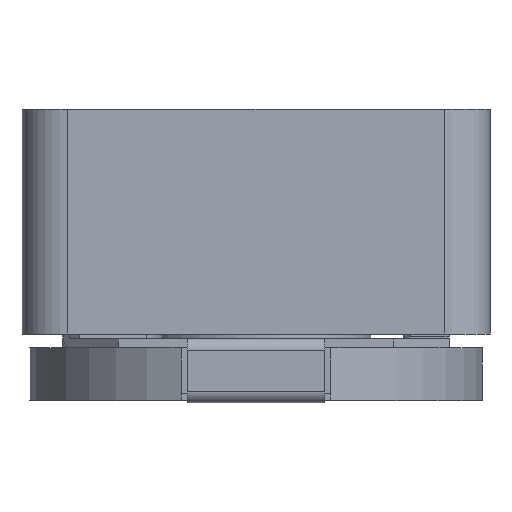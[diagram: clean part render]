
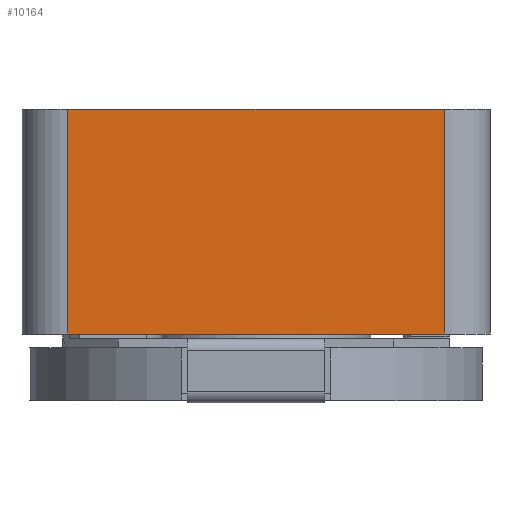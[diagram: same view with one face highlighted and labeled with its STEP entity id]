
A CAD part, front view. The second image highlights one B-rep face of the part: STEP entity #10164.
In plain terms, the highlighted planar face has unit normal (0, -1, 0).
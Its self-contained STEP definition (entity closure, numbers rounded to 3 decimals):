
#9904 = PLANE('',#9905);
#9905 = AXIS2_PLACEMENT_3D('',#9906,#9907,#9908);
#9906 = CARTESIAN_POINT('',(-5.1,-5.1,0.));
#9907 = DIRECTION('',(0.,0.,1.));
#9908 = DIRECTION('',(1.,0.,-0.));
#9963 = PLANE('',#9964);
#9964 = AXIS2_PLACEMENT_3D('',#9965,#9966,#9967);
#9965 = CARTESIAN_POINT('',(-5.1,-5.1,4.9));
#9966 = DIRECTION('',(0.,0.,1.));
#9967 = DIRECTION('',(1.,0.,-0.));
#10059 = VERTEX_POINT('',#10060);
#10060 = CARTESIAN_POINT('',(-4.1,-5.1,4.9));
#10068 = CYLINDRICAL_SURFACE('',#10069,1.);
#10069 = AXIS2_PLACEMENT_3D('',#10070,#10071,#10072);
#10070 = CARTESIAN_POINT('',(-4.1,-4.1,4.9));
#10071 = DIRECTION('',(-0.,-0.,1.));
#10072 = DIRECTION('',(-1.,0.,0.));
#10116 = VERTEX_POINT('',#10117);
#10117 = CARTESIAN_POINT('',(-4.1,-5.1,0.));
#10139 = EDGE_CURVE('',#10059,#10116,#10140,.T.);
#10140 = SURFACE_CURVE('',#10141,(#10145,#10152),.PCURVE_S1.);
#10141 = LINE('',#10142,#10143);
#10142 = CARTESIAN_POINT('',(-4.1,-5.1,4.9));
#10143 = VECTOR('',#10144,1.);
#10144 = DIRECTION('',(0.,0.,-1.));
#10145 = PCURVE('',#10068,#10146);
#10146 = DEFINITIONAL_REPRESENTATION('',(#10147),#10151);
#10147 = LINE('',#10148,#10149);
#10148 = CARTESIAN_POINT('',(1.571,0.));
#10149 = VECTOR('',#10150,1.);
#10150 = DIRECTION('',(0.,-1.));
#10151 = ( GEOMETRIC_REPRESENTATION_CONTEXT(2) 
PARAMETRIC_REPRESENTATION_CONTEXT() REPRESENTATION_CONTEXT('2D SPACE',''
  ) );
#10152 = PCURVE('',#10153,#10158);
#10153 = PLANE('',#10154);
#10154 = AXIS2_PLACEMENT_3D('',#10155,#10156,#10157);
#10155 = CARTESIAN_POINT('',(-5.1,-5.1,4.9));
#10156 = DIRECTION('',(0.,1.,0.));
#10157 = DIRECTION('',(-1.,0.,0.));
#10158 = DEFINITIONAL_REPRESENTATION('',(#10159),#10163);
#10159 = LINE('',#10160,#10161);
#10160 = CARTESIAN_POINT('',(-1.,0.));
#10161 = VECTOR('',#10162,1.);
#10162 = DIRECTION('',(-0.,-1.));
#10163 = ( GEOMETRIC_REPRESENTATION_CONTEXT(2) 
PARAMETRIC_REPRESENTATION_CONTEXT() REPRESENTATION_CONTEXT('2D SPACE',''
  ) );
#10164 = ADVANCED_FACE('',(#10165),#10153,.F.);
#10165 = FACE_BOUND('',#10166,.T.);
#10166 = EDGE_LOOP('',(#10167,#10190,#10218,#10239));
#10167 = ORIENTED_EDGE('',*,*,#10168,.T.);
#10168 = EDGE_CURVE('',#10116,#10169,#10171,.T.);
#10169 = VERTEX_POINT('',#10170);
#10170 = CARTESIAN_POINT('',(4.1,-5.1,0.));
#10171 = SURFACE_CURVE('',#10172,(#10176,#10183),.PCURVE_S1.);
#10172 = LINE('',#10173,#10174);
#10173 = CARTESIAN_POINT('',(-5.1,-5.1,0.));
#10174 = VECTOR('',#10175,1.);
#10175 = DIRECTION('',(1.,0.,0.));
#10176 = PCURVE('',#10153,#10177);
#10177 = DEFINITIONAL_REPRESENTATION('',(#10178),#10182);
#10178 = LINE('',#10179,#10180);
#10179 = CARTESIAN_POINT('',(-0.,-4.9));
#10180 = VECTOR('',#10181,1.);
#10181 = DIRECTION('',(-1.,0.));
#10182 = ( GEOMETRIC_REPRESENTATION_CONTEXT(2) 
PARAMETRIC_REPRESENTATION_CONTEXT() REPRESENTATION_CONTEXT('2D SPACE',''
  ) );
#10183 = PCURVE('',#9904,#10184);
#10184 = DEFINITIONAL_REPRESENTATION('',(#10185),#10189);
#10185 = LINE('',#10186,#10187);
#10186 = CARTESIAN_POINT('',(0.,0.));
#10187 = VECTOR('',#10188,1.);
#10188 = DIRECTION('',(1.,0.));
#10189 = ( GEOMETRIC_REPRESENTATION_CONTEXT(2) 
PARAMETRIC_REPRESENTATION_CONTEXT() REPRESENTATION_CONTEXT('2D SPACE',''
  ) );
#10190 = ORIENTED_EDGE('',*,*,#10191,.F.);
#10191 = EDGE_CURVE('',#10192,#10169,#10194,.T.);
#10192 = VERTEX_POINT('',#10193);
#10193 = CARTESIAN_POINT('',(4.1,-5.1,4.9));
#10194 = SURFACE_CURVE('',#10195,(#10199,#10206),.PCURVE_S1.);
#10195 = LINE('',#10196,#10197);
#10196 = CARTESIAN_POINT('',(4.1,-5.1,4.9));
#10197 = VECTOR('',#10198,1.);
#10198 = DIRECTION('',(0.,0.,-1.));
#10199 = PCURVE('',#10153,#10200);
#10200 = DEFINITIONAL_REPRESENTATION('',(#10201),#10205);
#10201 = LINE('',#10202,#10203);
#10202 = CARTESIAN_POINT('',(-9.2,0.));
#10203 = VECTOR('',#10204,1.);
#10204 = DIRECTION('',(-0.,-1.));
#10205 = ( GEOMETRIC_REPRESENTATION_CONTEXT(2) 
PARAMETRIC_REPRESENTATION_CONTEXT() REPRESENTATION_CONTEXT('2D SPACE',''
  ) );
#10206 = PCURVE('',#10207,#10212);
#10207 = CYLINDRICAL_SURFACE('',#10208,1.);
#10208 = AXIS2_PLACEMENT_3D('',#10209,#10210,#10211);
#10209 = CARTESIAN_POINT('',(4.1,-4.1,4.9));
#10210 = DIRECTION('',(-0.,-0.,1.));
#10211 = DIRECTION('',(-1.,0.,0.));
#10212 = DEFINITIONAL_REPRESENTATION('',(#10213),#10217);
#10213 = LINE('',#10214,#10215);
#10214 = CARTESIAN_POINT('',(1.571,0.));
#10215 = VECTOR('',#10216,1.);
#10216 = DIRECTION('',(0.,-1.));
#10217 = ( GEOMETRIC_REPRESENTATION_CONTEXT(2) 
PARAMETRIC_REPRESENTATION_CONTEXT() REPRESENTATION_CONTEXT('2D SPACE',''
  ) );
#10218 = ORIENTED_EDGE('',*,*,#10219,.F.);
#10219 = EDGE_CURVE('',#10059,#10192,#10220,.T.);
#10220 = SURFACE_CURVE('',#10221,(#10225,#10232),.PCURVE_S1.);
#10221 = LINE('',#10222,#10223);
#10222 = CARTESIAN_POINT('',(-5.1,-5.1,4.9));
#10223 = VECTOR('',#10224,1.);
#10224 = DIRECTION('',(1.,0.,0.));
#10225 = PCURVE('',#10153,#10226);
#10226 = DEFINITIONAL_REPRESENTATION('',(#10227),#10231);
#10227 = LINE('',#10228,#10229);
#10228 = CARTESIAN_POINT('',(0.,0.));
#10229 = VECTOR('',#10230,1.);
#10230 = DIRECTION('',(-1.,0.));
#10231 = ( GEOMETRIC_REPRESENTATION_CONTEXT(2) 
PARAMETRIC_REPRESENTATION_CONTEXT() REPRESENTATION_CONTEXT('2D SPACE',''
  ) );
#10232 = PCURVE('',#9963,#10233);
#10233 = DEFINITIONAL_REPRESENTATION('',(#10234),#10238);
#10234 = LINE('',#10235,#10236);
#10235 = CARTESIAN_POINT('',(0.,0.));
#10236 = VECTOR('',#10237,1.);
#10237 = DIRECTION('',(1.,0.));
#10238 = ( GEOMETRIC_REPRESENTATION_CONTEXT(2) 
PARAMETRIC_REPRESENTATION_CONTEXT() REPRESENTATION_CONTEXT('2D SPACE',''
  ) );
#10239 = ORIENTED_EDGE('',*,*,#10139,.T.);
